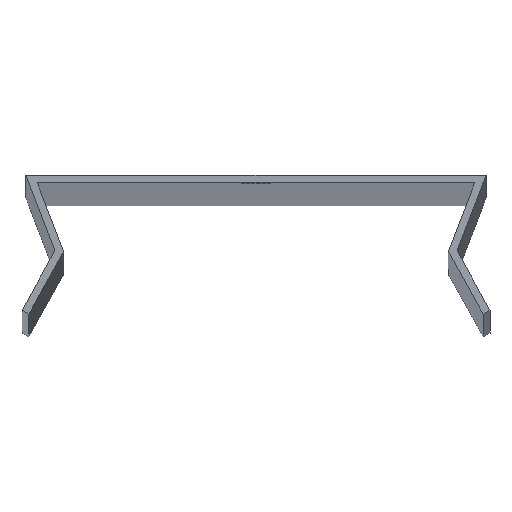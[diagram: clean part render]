
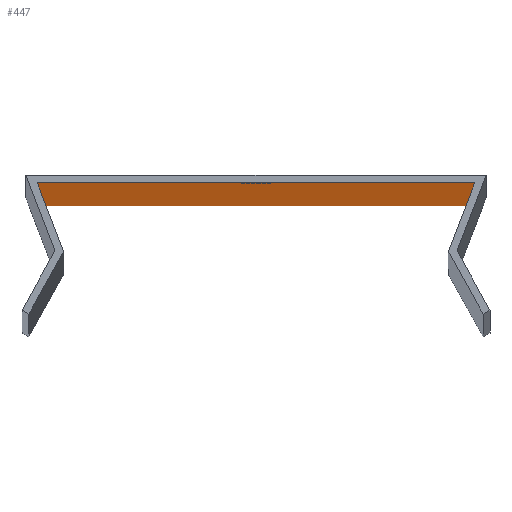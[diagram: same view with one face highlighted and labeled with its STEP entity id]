
A CAD part, top view. The second image highlights one B-rep face of the part: STEP entity #447.
In plain terms, the highlighted planar face has unit normal (0, -1, 0).
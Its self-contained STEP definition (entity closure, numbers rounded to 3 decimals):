
#4 = CARTESIAN_POINT ( 'NONE',  ( 41.817, -1.5, -1250. ) ) ;
#7 = CARTESIAN_POINT ( 'NONE',  ( 44., -1.5, 1250. ) ) ;
#11 = DIRECTION ( 'NONE',  ( 0., -1., 0. ) ) ;
#20 = CIRCLE ( 'NONE', #364, 2.75 ) ;
#31 = VERTEX_POINT ( 'NONE', #4 ) ;
#32 = EDGE_LOOP ( 'NONE', ( #110, #132 ) ) ;
#41 = EDGE_CURVE ( 'NONE', #309, #538, #154, .T. ) ;
#43 = VERTEX_POINT ( 'NONE', #242 ) ;
#48 = AXIS2_PLACEMENT_3D ( 'NONE', #408, #210, #85 ) ;
#58 = EDGE_CURVE ( 'NONE', #264, #453, #305, .T. ) ;
#59 = AXIS2_PLACEMENT_3D ( 'NONE', #435, #11, #245 ) ;
#70 = DIRECTION ( 'NONE',  ( -1., 0., 0. ) ) ;
#85 = DIRECTION ( 'NONE',  ( -1., 0., 0. ) ) ;
#86 = EDGE_LOOP ( 'NONE', ( #257, #310 ) ) ;
#110 = ORIENTED_EDGE ( 'NONE', *, *, #227, .F. ) ;
#117 = DIRECTION ( 'NONE',  ( -1., 0., 0. ) ) ;
#120 = CARTESIAN_POINT ( 'NONE',  ( 0., -1.5, 1236. ) ) ;
#132 = ORIENTED_EDGE ( 'NONE', *, *, #58, .F. ) ;
#133 = CARTESIAN_POINT ( 'NONE',  ( -2.75, -1.5, -1236. ) ) ;
#154 = LINE ( 'NONE', #287, #332 ) ;
#172 = CARTESIAN_POINT ( 'NONE',  ( 0., -1.5, 1236. ) ) ;
#180 = VERTEX_POINT ( 'NONE', #400 ) ;
#182 = EDGE_CURVE ( 'NONE', #538, #31, #350, .T. ) ;
#194 = DIRECTION ( 'NONE',  ( 1., 0., 0. ) ) ;
#197 = AXIS2_PLACEMENT_3D ( 'NONE', #120, #490, #70 ) ;
#198 = EDGE_CURVE ( 'NONE', #180, #358, #20, .T. ) ;
#208 = CARTESIAN_POINT ( 'NONE',  ( 44., -1.5, -1250. ) ) ;
#210 = DIRECTION ( 'NONE',  ( 0., 1., 0. ) ) ;
#215 = EDGE_CURVE ( 'NONE', #358, #180, #520, .T. ) ;
#227 = EDGE_CURVE ( 'NONE', #453, #264, #254, .T. ) ;
#242 = CARTESIAN_POINT ( 'NONE',  ( 41.817, -1.5, 1250. ) ) ;
#245 = DIRECTION ( 'NONE',  ( -1., 0., 0. ) ) ;
#254 = CIRCLE ( 'NONE', #324, 2.75 ) ;
#257 = ORIENTED_EDGE ( 'NONE', *, *, #215, .F. ) ;
#264 = VERTEX_POINT ( 'NONE', #425 ) ;
#285 = DIRECTION ( 'NONE',  ( -1., 0., 0. ) ) ;
#287 = CARTESIAN_POINT ( 'NONE',  ( -41.817, -1.5, 1250. ) ) ;
#292 = VECTOR ( 'NONE', #194, 1000. ) ;
#294 = CARTESIAN_POINT ( 'NONE',  ( -2.75, -1.5, 1236. ) ) ;
#305 = CIRCLE ( 'NONE', #59, 2.75 ) ;
#309 = VERTEX_POINT ( 'NONE', #581 ) ;
#310 = ORIENTED_EDGE ( 'NONE', *, *, #198, .F. ) ;
#312 = EDGE_CURVE ( 'NONE', #309, #43, #428, .T. ) ;
#317 = FACE_OUTER_BOUND ( 'NONE', #550, .T. ) ;
#324 = AXIS2_PLACEMENT_3D ( 'NONE', #525, #340, #285 ) ;
#332 = VECTOR ( 'NONE', #334, 1000. ) ;
#334 = DIRECTION ( 'NONE',  ( 0., 0., -1. ) ) ;
#338 = ORIENTED_EDGE ( 'NONE', *, *, #312, .F. ) ;
#340 = DIRECTION ( 'NONE',  ( 0., -1., 0. ) ) ;
#350 = LINE ( 'NONE', #208, #551 ) ;
#352 = FACE_BOUND ( 'NONE', #86, .T. ) ;
#356 = ORIENTED_EDGE ( 'NONE', *, *, #560, .F. ) ;
#358 = VERTEX_POINT ( 'NONE', #294 ) ;
#361 = ORIENTED_EDGE ( 'NONE', *, *, #41, .T. ) ;
#364 = AXIS2_PLACEMENT_3D ( 'NONE', #172, #582, #117 ) ;
#400 = CARTESIAN_POINT ( 'NONE',  ( 2.75, -1.5, 1236. ) ) ;
#408 = CARTESIAN_POINT ( 'NONE',  ( 44., -1.5, 1250. ) ) ;
#418 = DIRECTION ( 'NONE',  ( 0., 0., -1. ) ) ;
#421 = VECTOR ( 'NONE', #418, 1000. ) ;
#425 = CARTESIAN_POINT ( 'NONE',  ( 2.75, -1.5, -1236. ) ) ;
#428 = LINE ( 'NONE', #7, #292 ) ;
#430 = CARTESIAN_POINT ( 'NONE',  ( -41.817, -1.5, -1250. ) ) ;
#435 = CARTESIAN_POINT ( 'NONE',  ( 0., -1.5, -1236. ) ) ;
#447 = ADVANCED_FACE ( 'NONE', ( #507, #352, #317 ), #539, .F. ) ;
#453 = VERTEX_POINT ( 'NONE', #133 ) ;
#466 = ORIENTED_EDGE ( 'NONE', *, *, #182, .T. ) ;
#467 = CARTESIAN_POINT ( 'NONE',  ( 41.817, -1.5, 1250. ) ) ;
#490 = DIRECTION ( 'NONE',  ( 0., -1., 0. ) ) ;
#507 = FACE_BOUND ( 'NONE', #32, .T. ) ;
#520 = CIRCLE ( 'NONE', #197, 2.75 ) ;
#525 = CARTESIAN_POINT ( 'NONE',  ( 0., -1.5, -1236. ) ) ;
#538 = VERTEX_POINT ( 'NONE', #430 ) ;
#539 = PLANE ( 'NONE',  #48 ) ;
#550 = EDGE_LOOP ( 'NONE', ( #466, #356, #338, #361 ) ) ;
#551 = VECTOR ( 'NONE', #596, 1000. ) ;
#560 = EDGE_CURVE ( 'NONE', #43, #31, #562, .T. ) ;
#562 = LINE ( 'NONE', #467, #421 ) ;
#581 = CARTESIAN_POINT ( 'NONE',  ( -41.817, -1.5, 1250. ) ) ;
#582 = DIRECTION ( 'NONE',  ( 0., -1., 0. ) ) ;
#596 = DIRECTION ( 'NONE',  ( 1., 0., 0. ) ) ;
